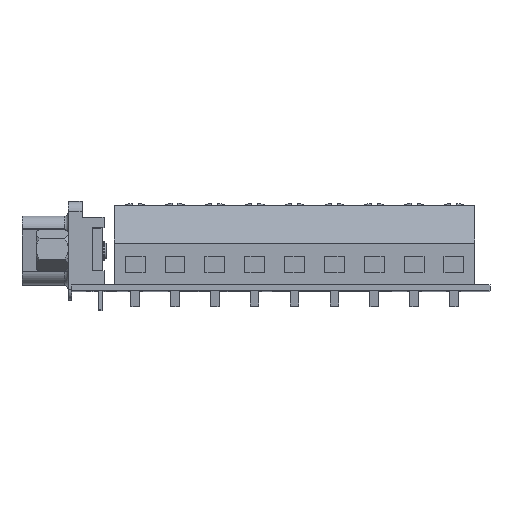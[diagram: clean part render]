
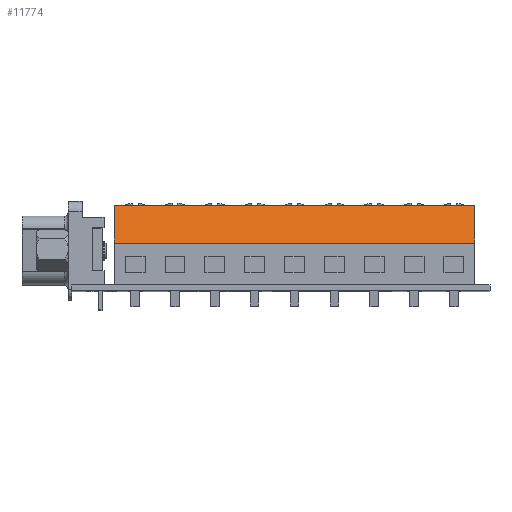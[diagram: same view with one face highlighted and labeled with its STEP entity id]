
A CAD part, top view. The second image highlights one B-rep face of the part: STEP entity #11774.
In plain terms, the highlighted face is planar.
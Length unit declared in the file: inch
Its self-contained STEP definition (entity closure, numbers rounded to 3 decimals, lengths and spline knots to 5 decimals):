
#11570 = EDGE_CURVE ( 'NONE', #11642, #11754, #38140, .T. ) ;
#11642 = VERTEX_POINT ( 'NONE', #38131 ) ;
#11754 = VERTEX_POINT ( 'NONE', #38192 ) ;
#11759 = VERTEX_POINT ( 'NONE', #38187 ) ;
#11761 = EDGE_CURVE ( 'NONE', #11642, #11759, #38186, .T. ) ;
#11765 = EDGE_CURVE ( 'NONE', #11759, #11812, #38182, .T. ) ;
#11767 = ORIENTED_EDGE ( 'NONE', *, *, #11765, .F. ) ;
#11769 = EDGE_CURVE ( 'NONE', #11754, #11812, #38177, .T. ) ;
#11774 = ADVANCED_FACE ( 'NONE', ( #38173 ), #38170, .F. ) ;
#11812 = VERTEX_POINT ( 'NONE', #37877 ) ;
#11827 = EDGE_LOOP ( 'NONE', ( #12028, #11767, #11856, #11832 ) ) ;
#11832 = ORIENTED_EDGE ( 'NONE', *, *, #11570, .T. ) ;
#11856 = ORIENTED_EDGE ( 'NONE', *, *, #11761, .F. ) ;
#12028 = ORIENTED_EDGE ( 'NONE', *, *, #11769, .T. ) ;
#37877 = CARTESIAN_POINT ( 'NONE',  ( -0.08871, -0.399, -0.905 ) ) ;
#38131 = CARTESIAN_POINT ( 'NONE',  ( -0.1575, -0.21, 0.905 ) ) ;
#38137 = DIRECTION ( 'NONE',  ( 0., 0., -1. ) ) ;
#38138 = VECTOR ( 'NONE', #38137, 39.37008 ) ;
#38139 = CARTESIAN_POINT ( 'NONE',  ( -0.1575, -0.21, 0.905 ) ) ;
#38140 = LINE ( 'NONE', #38139, #38138 ) ;
#38166 = DIRECTION ( 'NONE',  ( -0.342, 0.94, 0. ) ) ;
#38167 = DIRECTION ( 'NONE',  ( 0.94, 0.342, 0. ) ) ;
#38168 = CARTESIAN_POINT ( 'NONE',  ( -0.1575, -0.21, 0.905 ) ) ;
#38169 = AXIS2_PLACEMENT_3D ( 'NONE', #38168, #38167, #38166 ) ;
#38170 = PLANE ( 'NONE',  #38169 ) ;
#38173 = FACE_OUTER_BOUND ( 'NONE', #11827, .T. ) ;
#38174 = DIRECTION ( 'NONE',  ( 0.342, -0.94, 0. ) ) ;
#38175 = VECTOR ( 'NONE', #38174, 39.37008 ) ;
#38176 = CARTESIAN_POINT ( 'NONE',  ( -0.1575, -0.21, -0.905 ) ) ;
#38177 = LINE ( 'NONE', #38176, #38175 ) ;
#38179 = DIRECTION ( 'NONE',  ( 0., 0., -1. ) ) ;
#38180 = VECTOR ( 'NONE', #38179, 39.37008 ) ;
#38181 = CARTESIAN_POINT ( 'NONE',  ( -0.08871, -0.399, 0.905 ) ) ;
#38182 = LINE ( 'NONE', #38181, #38180 ) ;
#38183 = DIRECTION ( 'NONE',  ( 0.342, -0.94, 0. ) ) ;
#38184 = VECTOR ( 'NONE', #38183, 39.37008 ) ;
#38185 = CARTESIAN_POINT ( 'NONE',  ( -0.1575, -0.21, 0.905 ) ) ;
#38186 = LINE ( 'NONE', #38185, #38184 ) ;
#38187 = CARTESIAN_POINT ( 'NONE',  ( -0.08871, -0.399, 0.905 ) ) ;
#38192 = CARTESIAN_POINT ( 'NONE',  ( -0.1575, -0.21, -0.905 ) ) ;
